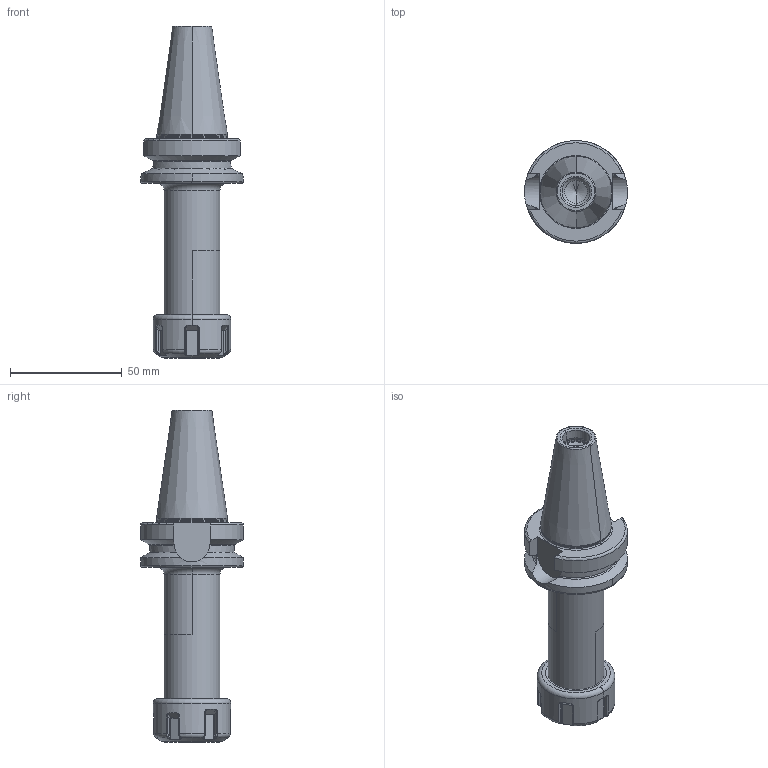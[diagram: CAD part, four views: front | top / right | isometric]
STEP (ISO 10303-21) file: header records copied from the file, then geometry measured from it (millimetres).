
FILE_DESCRIPTION((''),'2;1');
FILE_NAME('305_02_13_1','2020-07-14T',('104091'),(''),'CREO PARAMETRIC BY PTC INC, 2015290','CREO PARAMETRIC BY PTC INC, 2015290','');
FILE_SCHEMA(('CONFIG_CONTROL_DESIGN'));
Length unit declared in the file: millimetre
Products named in the file (1): 305_02_13_1
Bounding box: 46 x 46 x 148.4 mm (x, y, z)
Volume: 81042.9 mm3; surface area: 22838.9 mm2
Topology: 1 solids, 1 shells, 257 faces, 622 edges, 373 vertices
Faces by surface type: cylinder 62, bspline 62, plane 53, torus 46, cone 22, sphere 12
Entity records: 10093 total; most frequent: CARTESIAN_POINT 4514, ORIENTED_EDGE 1240, DIRECTION 1024, EDGE_CURVE 620, AXIS2_PLACEMENT_3D 406, VERTEX_POINT 373, EDGE_LOOP 265, FACE_OUTER_BOUND 257
